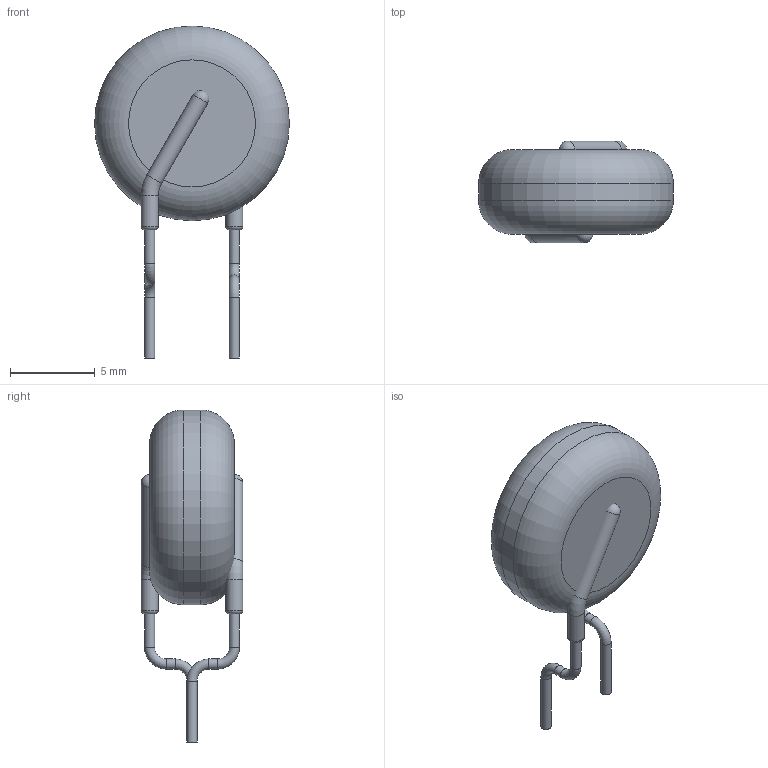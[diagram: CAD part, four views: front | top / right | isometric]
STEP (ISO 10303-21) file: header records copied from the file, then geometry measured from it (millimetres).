
FILE_DESCRIPTION(/* description */ (''),/* implementation_level */ '2;1');
FILE_NAME(/* name */ 'THERM_TDK_B57236S0.stp',/* time_stamp */ '2018-09-12T11:41:02+02:00',/* author */ ('jchouvet'),/* organization */ (''),/* preprocessor_version */ 'ST-DEVELOPER v16.13',/* originating_system */ 'AutoCAD Mechanical',/* authorisation */ '');
FILE_SCHEMA (('AUTOMOTIVE_DESIGN { 1 0 10303 214 3 1 1 }'));
Length unit declared in the file: millimetre
Products named in the file (1): Product
Bounding box: 11.5 x 6 x 19.6 mm (x, y, z)
Volume: 481.2 mm3; surface area: 416.2 mm2
Topology: 5 solids, 5 shells, 31 faces, 53 edges, 30 vertices
Faces by surface type: cylinder 11, torus 10, plane 8, sphere 2
Full cylindrical faces by diameter (mm): 0.6 x6, 1 x4, 11.5 x1
Entity records: 607 total; most frequent: DIRECTION 116, CARTESIAN_POINT 84, AXIS2_PLACEMENT_3D 58, EDGE_LOOP 52, ORIENTED_EDGE 52, FACE_OUTER_BOUND 31, ADVANCED_FACE 31, CIRCLE 26
